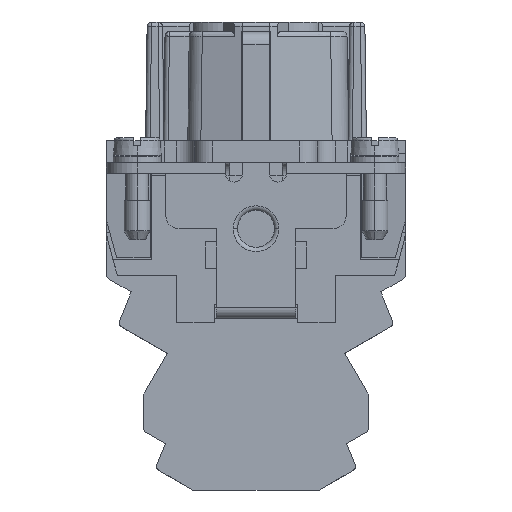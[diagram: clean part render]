
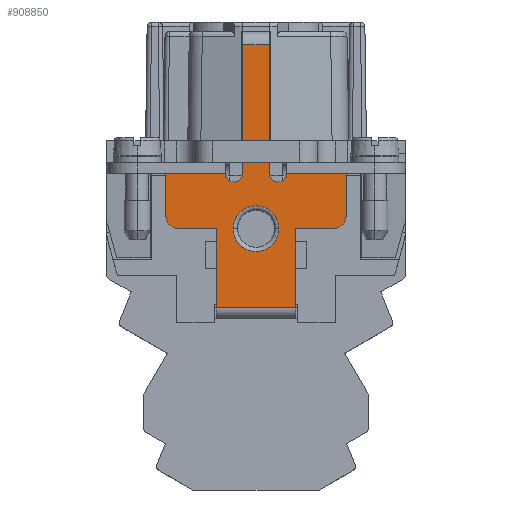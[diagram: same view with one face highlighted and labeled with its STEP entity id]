
A CAD part, left-side view. The second image highlights one B-rep face of the part: STEP entity #908850.
In plain terms, the highlighted planar face has unit normal (-1, 0, 0).
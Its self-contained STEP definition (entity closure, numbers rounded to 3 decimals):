
#785210=CARTESIAN_POINT('',(7.746,53.084,
6.9));
#785220=VERTEX_POINT('',#785210);
#817910=CARTESIAN_POINT('',(7.746,53.084,
-20.6));
#817920=DIRECTION('',(0.,0.,-1.));
#817930=VECTOR('',#817920,1.);
#817940=LINE('',#817910,#817930);
#817950=CARTESIAN_POINT('',(7.746,53.084,
3.9));
#817960=VERTEX_POINT('',#817950);
#817970=EDGE_CURVE('',#785220,#817960,#817940,.T.);
#822650=CARTESIAN_POINT('',(7.746,45.084,
-3.9));
#822660=VERTEX_POINT('',#822650);
#822690=CARTESIAN_POINT('',(7.746,92.583,
-3.9));
#822700=DIRECTION('',(0.,1.,0.));
#822710=VECTOR('',#822700,1.);
#822720=LINE('',#822690,#822710);
#822730=CARTESIAN_POINT('',(7.746,38.334,
-3.9));
#822740=VERTEX_POINT('',#822730);
#822750=EDGE_CURVE('',#822740,#822660,#822720,.T.);
#827030=CARTESIAN_POINT('',(7.746,58.834,
0.9));
#827040=VERTEX_POINT('',#827030);
#827220=CARTESIAN_POINT('',(7.746,57.334,
2.4));
#827230=VERTEX_POINT('',#827220);
#827260=CARTESIAN_POINT('',(7.746,57.334,
0.9));
#827270=DIRECTION('',(1.,0.,0.));
#827280=DIRECTION('',(0.,1.,0.));
#827290=AXIS2_PLACEMENT_3D('',#827260,#827270,#827280);
#827300=CIRCLE('',#827290,1.5);
#827310=EDGE_CURVE('',#827040,#827230,#827300,.T.);
#833240=CARTESIAN_POINT('',(7.746,44.084,
11.4));
#833250=VERTEX_POINT('',#833240);
#833280=CARTESIAN_POINT('',(7.746,92.583,
11.4));
#833290=DIRECTION('',(0.,-1.,0.));
#833300=VECTOR('',#833290,1.);
#833310=LINE('',#833280,#833300);
#833320=CARTESIAN_POINT('',(7.746,53.084,
11.4));
#833330=VERTEX_POINT('',#833320);
#833340=EDGE_CURVE('',#833330,#833250,#833310,.T.);
#836880=CARTESIAN_POINT('',(7.746,51.184,
2.4));
#836890=VERTEX_POINT('',#836880);
#837060=CARTESIAN_POINT('',(7.746,45.984,
2.4));
#837070=VERTEX_POINT('',#837060);
#837100=CARTESIAN_POINT('',(7.746,48.584,
2.4));
#837110=DIRECTION('',(-1.,0.,0.));
#837120=DIRECTION('',(0.,-1.,0.));
#837130=AXIS2_PLACEMENT_3D('',#837100,#837110,#837120);
#837140=CIRCLE('',#837130,2.6);
#837150=EDGE_CURVE('',#836890,#837070,#837140,.T.);
#841430=CARTESIAN_POINT('',(7.746,44.084,
6.9));
#841440=VERTEX_POINT('',#841430);
#843760=CARTESIAN_POINT('',(7.746,50.084,
-18.5));
#843770=VERTEX_POINT('',#843760);
#843820=CARTESIAN_POINT('',(7.746,92.583,
-18.5));
#843830=DIRECTION('',(0.,-1.,0.));
#843840=VECTOR('',#843830,1.);
#843850=LINE('',#843820,#843840);
#843860=CARTESIAN_POINT('',(7.746,47.084,
-18.5));
#843870=VERTEX_POINT('',#843860);
#843880=EDGE_CURVE('',#843770,#843870,#843850,.T.);
#851290=CARTESIAN_POINT('',(7.746,39.834,
2.4));
#851300=VERTEX_POINT('',#851290);
#851480=CARTESIAN_POINT('',(7.746,38.334,
0.9));
#851490=VERTEX_POINT('',#851480);
#851520=CARTESIAN_POINT('',(7.746,39.834,
0.9));
#851530=DIRECTION('',(1.,0.,0.));
#851540=DIRECTION('',(0.,1.,0.));
#851550=AXIS2_PLACEMENT_3D('',#851520,#851530,#851540);
#851560=CIRCLE('',#851550,1.5);
#851570=EDGE_CURVE('',#851300,#851490,#851560,.T.);
#853450=CARTESIAN_POINT('',(7.746,50.084,
-20.6));
#853460=DIRECTION('',(0.,0.,1.));
#853470=VECTOR('',#853460,1.);
#853480=LINE('',#853450,#853470);
#853490=CARTESIAN_POINT('',(7.746,50.084,
-3.9));
#853500=VERTEX_POINT('',#853490);
#853510=EDGE_CURVE('',#843770,#853500,#853480,.T.);
#857640=CARTESIAN_POINT('',(7.746,52.084,
-3.9));
#857650=VERTEX_POINT('',#857640);
#880370=CARTESIAN_POINT('',(7.746,38.334,
-20.6));
#880380=DIRECTION('',(0.,0.,-1.));
#880390=VECTOR('',#880380,1.);
#880400=LINE('',#880370,#880390);
#880410=EDGE_CURVE('',#851490,#822740,#880400,.T.);
#880990=CARTESIAN_POINT('',(7.746,44.084,
2.4));
#881000=VERTEX_POINT('',#880990);
#881120=CARTESIAN_POINT('',(7.746,92.583,
2.4));
#881130=DIRECTION('',(0.,-1.,0.));
#881140=VECTOR('',#881130,1.);
#881150=LINE('',#881120,#881140);
#881160=EDGE_CURVE('',#881000,#851300,#881150,.T.);
#886180=CARTESIAN_POINT('',(7.746,47.084,
-20.6));
#886190=DIRECTION('',(0.,0.,-1.));
#886200=VECTOR('',#886190,1.);
#886210=LINE('',#886180,#886200);
#886220=CARTESIAN_POINT('',(7.746,47.084,
-3.9));
#886230=VERTEX_POINT('',#886220);
#886240=EDGE_CURVE('',#886230,#843870,#886210,.T.);
#886510=CARTESIAN_POINT('',(7.746,44.084,
3.9));
#886520=VERTEX_POINT('',#886510);
#889440=CARTESIAN_POINT('',(7.746,51.084,
-3.9));
#889450=DIRECTION('',(-1.,0.,0.));
#889460=DIRECTION('',(0.,-1.,0.));
#889470=AXIS2_PLACEMENT_3D('',#889440,#889450,#889460);
#889480=CIRCLE('',#889470,1.);
#889490=EDGE_CURVE('',#853500,#857650,#889480,.T.);
#893540=CARTESIAN_POINT('',(7.746,53.084,
2.4));
#893550=VERTEX_POINT('',#893540);
#893580=CARTESIAN_POINT('',(7.746,92.583,
2.4));
#893590=DIRECTION('',(0.,-1.,0.));
#893600=VECTOR('',#893590,1.);
#893610=LINE('',#893580,#893600);
#893620=EDGE_CURVE('',#827230,#893550,#893610,.T.);
#900860=CARTESIAN_POINT('',(7.746,58.834,
-3.9));
#900870=VERTEX_POINT('',#900860);
#900900=EDGE_CURVE('',#857650,#900870,#822720,.T.);
#903030=CARTESIAN_POINT('',(7.746,44.084,
-20.6));
#903040=DIRECTION('',(0.,0.,1.));
#903050=VECTOR('',#903040,1.);
#903060=LINE('',#903030,#903050);
#903070=EDGE_CURVE('',#886520,#841440,#903060,.T.);
#903760=EDGE_CURVE('',#881000,#886520,#903060,.T.);
#905870=EDGE_CURVE('',#841440,#833250,#903060,.T.);
#908400=CARTESIAN_POINT('',(7.746,49.577,
7.687));
#908410=DIRECTION('',(-1.,0.,0.));
#908420=DIRECTION('',(0.,-1.,0.));
#908430=AXIS2_PLACEMENT_3D('',#908400,#908410,#908420);
#908440=PLANE('',#908430);
#908450=EDGE_CURVE('',#837070,#836890,#837140,.T.);
#908460=ORIENTED_EDGE('',*,*,#908450,.F.);
#908470=ORIENTED_EDGE('',*,*,#837150,.F.);
#908480=EDGE_LOOP('',(#908470,#908460));
#908490=FACE_BOUND('',#908480,.T.);
#908500=EDGE_CURVE('',#817960,#893550,#817940,.T.);
#908510=ORIENTED_EDGE('',*,*,#908500,.T.);
#908520=ORIENTED_EDGE('',*,*,#817970,.T.);
#908530=EDGE_CURVE('',#833330,#785220,#817940,.T.);
#908540=ORIENTED_EDGE('',*,*,#908530,.T.);
#908550=ORIENTED_EDGE('',*,*,#833340,.F.);
#908560=ORIENTED_EDGE('',*,*,#905870,.T.);
#908570=ORIENTED_EDGE('',*,*,#903070,.T.);
#908580=ORIENTED_EDGE('',*,*,#903760,.T.);
#908590=ORIENTED_EDGE('',*,*,#881160,.F.);
#908600=ORIENTED_EDGE('',*,*,#851570,.F.);
#908610=ORIENTED_EDGE('',*,*,#880410,.F.);
#908620=ORIENTED_EDGE('',*,*,#822750,.F.);
#908630=CARTESIAN_POINT('',(7.746,46.084,
-3.9));
#908640=DIRECTION('',(-1.,0.,0.));
#908650=DIRECTION('',(0.,-1.,0.));
#908660=AXIS2_PLACEMENT_3D('',#908630,#908640,#908650);
#908670=CIRCLE('',#908660,1.);
#908680=EDGE_CURVE('',#822660,#886230,#908670,.T.);
#908690=ORIENTED_EDGE('',*,*,#908680,.F.);
#908700=ORIENTED_EDGE('',*,*,#886240,.F.);
#908710=ORIENTED_EDGE('',*,*,#843880,.T.);
#908720=ORIENTED_EDGE('',*,*,#853510,.F.);
#908730=ORIENTED_EDGE('',*,*,#889490,.F.);
#908740=ORIENTED_EDGE('',*,*,#900900,.F.);
#908750=CARTESIAN_POINT('',(7.746,58.834,
-20.6));
#908760=DIRECTION('',(0.,0.,1.));
#908770=VECTOR('',#908760,1.);
#908780=LINE('',#908750,#908770);
#908790=EDGE_CURVE('',#900870,#827040,#908780,.T.);
#908800=ORIENTED_EDGE('',*,*,#908790,.F.);
#908810=ORIENTED_EDGE('',*,*,#827310,.F.);
#908820=ORIENTED_EDGE('',*,*,#893620,.F.);
#908830=EDGE_LOOP('',(#908820,#908810,#908800,#908740,#908730,#908720,
#908710,#908700,#908690,#908620,#908610,#908600,#908590,#908580,#908570,
#908560,#908550,#908540,#908520,#908510));
#908840=FACE_OUTER_BOUND('',#908830,.T.);
#908850=ADVANCED_FACE('F683',(#908490,#908840),#908440,.T.);
